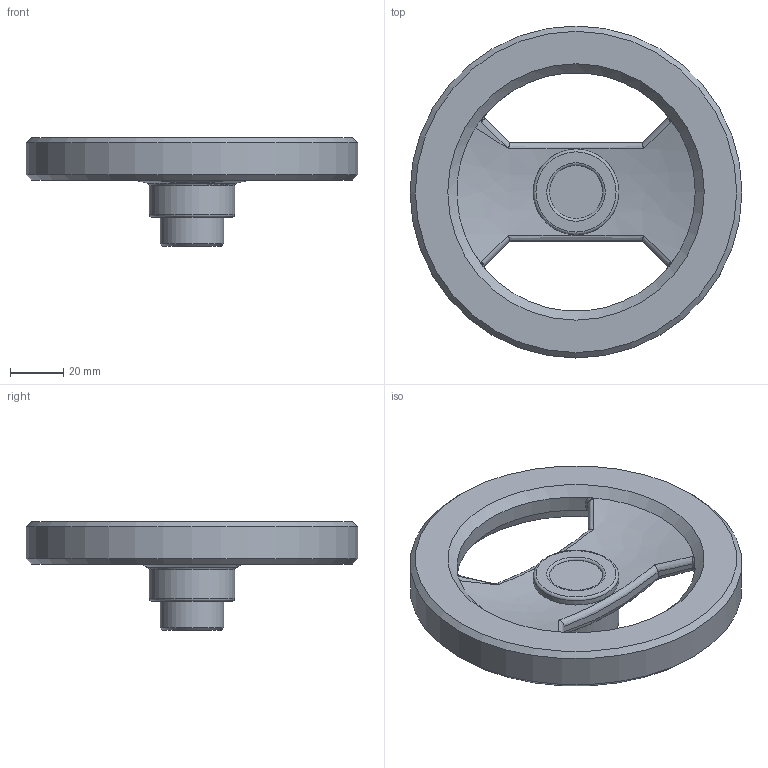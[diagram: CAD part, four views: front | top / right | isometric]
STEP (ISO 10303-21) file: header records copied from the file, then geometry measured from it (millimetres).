
FILE_DESCRIPTION( ( 'Unknown' ), '1' );
FILE_NAME( '6106007_VR2A_125.stp', 'Unknown', ( 'Unknown' ), ( 'Unknown' ), 'PSStep 10.0', 'Unknown', ' ' );
FILE_SCHEMA( ( 'automotive_design' ) );
Length unit declared in the file: millimetre
Products named in the file (1): 6106007
Bounding box: 125 x 125 x 41 mm (x, y, z)
Volume: 127099.4 mm3; surface area: 30277.7 mm2
Topology: 1 solids, 1 shells, 59 faces, 146 edges, 89 vertices
Faces by surface type: bspline 24, plane 12, cylinder 12, cone 7, torus 4
Full cylindrical faces by diameter (mm): 6 x1, 20 x1, 24 x1, 32.2 x2, 125 x1
Entity records: 5678 total; most frequent: CARTESIAN_POINT 4167, ORIENTED_EDGE 228, DIRECTION 160, EDGE_CURVE 114, EDGE_LOOP 80, VERTEX_POINT 79, AXIS2_PLACEMENT_3D 74, FACE_OUTER_BOUND 69
